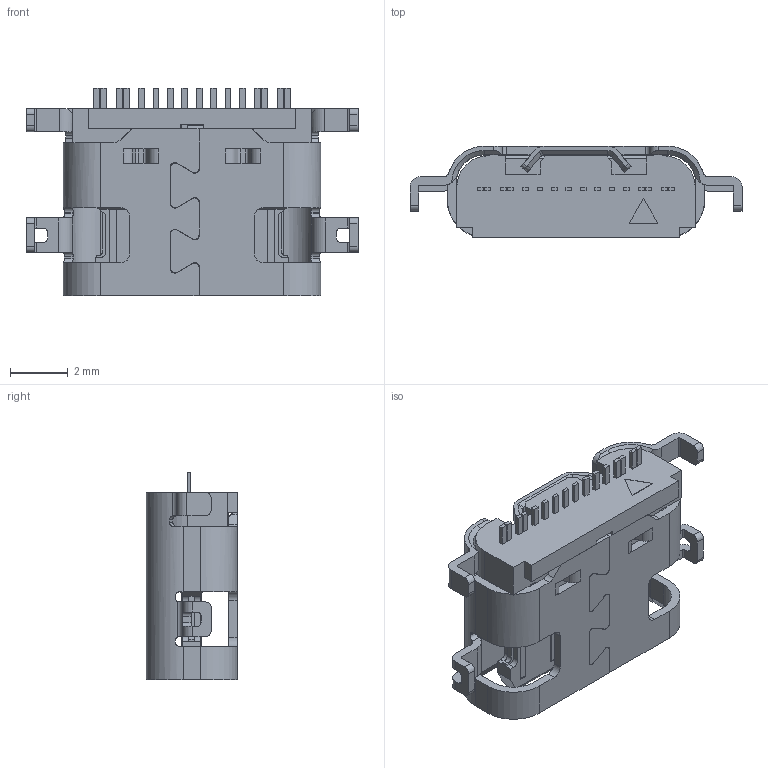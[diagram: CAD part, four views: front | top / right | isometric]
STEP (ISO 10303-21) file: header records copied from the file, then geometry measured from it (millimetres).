
FILE_DESCRIPTION((''),'2;1');
FILE_NAME('GAP-ACF007-3R_010','2017-12-28T20:39:00',('Administrator'),(''),'CREO PARAMETRIC BY PTC INC, 2016510','CREO PARAMETRIC BY PTC INC, 2016510','');
FILE_SCHEMA(('CONFIG_CONTROL_DESIGN'));
Length unit declared in the file: millimetre
Products named in the file (1): GAP-ACF007-3R_010
Bounding box: 11.54 x 3.18 x 7.2 mm (x, y, z)
Volume: 94.9 mm3; surface area: 433.1 mm2
Topology: 1 solids, 1 shells, 689 faces, 2003 edges, 1295 vertices
Faces by surface type: plane 507, cylinder 171, cone 11
Entity records: 22856 total; most frequent: CARTESIAN_POINT 4429, ORIENTED_EDGE 4006, DIRECTION 3641, EDGE_CURVE 2003, VECTOR 1589, LINE 1589, VERTEX_POINT 1295, AXIS2_PLACEMENT_3D 1026
